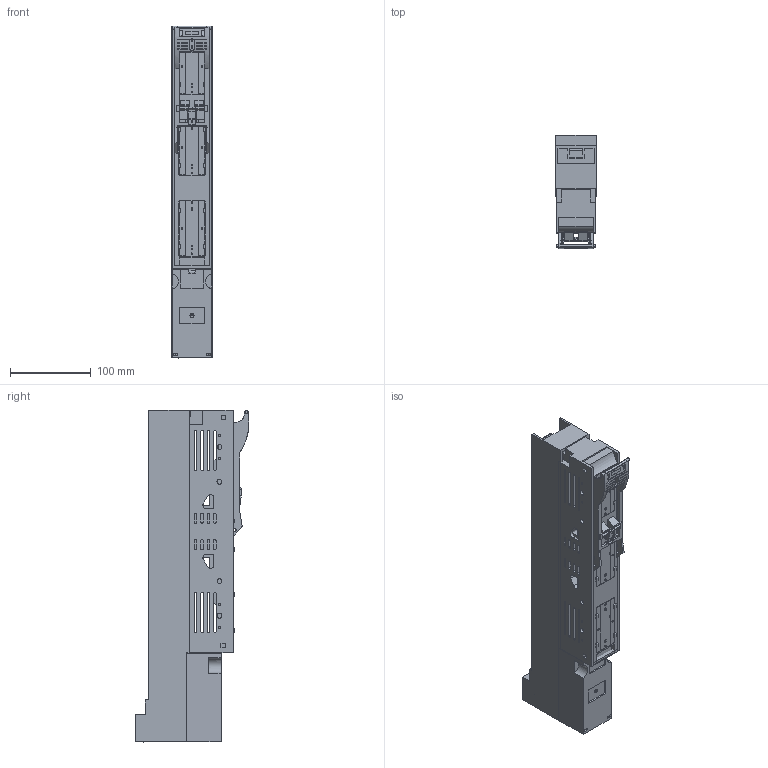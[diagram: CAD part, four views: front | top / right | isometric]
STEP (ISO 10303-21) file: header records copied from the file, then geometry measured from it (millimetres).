
FILE_DESCRIPTION(('CATIA V5 STEP'),'2;1');
FILE_NAME('L0659_NH_Wandlerlastschaltleiste_SL00_3x3_100_KU00_HA_W.stp','2018-11-14T10:04:54+00:00',('none'),('Jean Müller GmbH'),'CATIA Version 5 Release 19 SP 9 (IN-10)','CATIA V5 STEP AP214','none');
FILE_SCHEMA(('AUTOMOTIVE_DESIGN { 1 0 10303 214 1 1 1 1 }'));
Products named in the file (1): L0660_NH-Wandlerlastschaltleiste SL00-3x3/100/KU00/HA/W
Bounding box: 50 x 140.69 x 410 mm (x, y, z)
Volume: 1405864.4 mm3; surface area: 396775.4 mm2
Topology: 10 solids, 13 shells, 1766 faces, 5265 edges, 3511 vertices
Faces by surface type: plane 1232, cylinder 394, bspline 80, cone 60
Entity records: 59376 total; most frequent: CARTESIAN_POINT 14963, ORIENTED_EDGE 10518, DIRECTION 6974, EDGE_CURVE 5259, VECTOR 3843, LINE 3843, VERTEX_POINT 3511, EDGE_LOOP 1982
